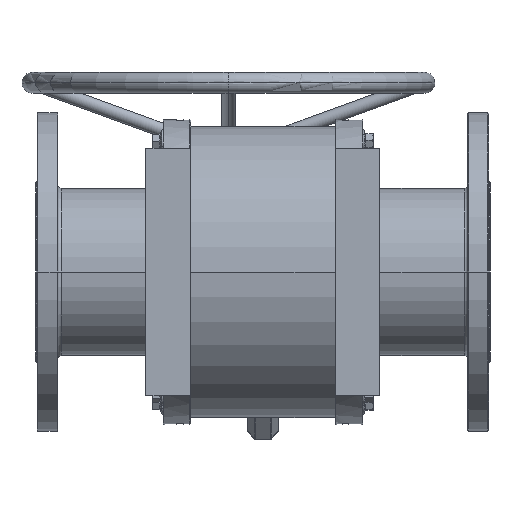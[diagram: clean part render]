
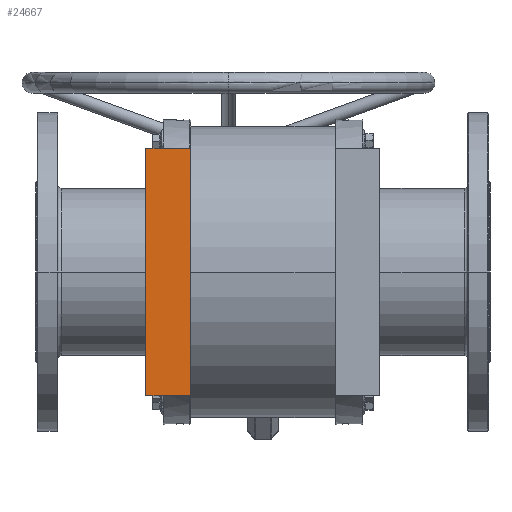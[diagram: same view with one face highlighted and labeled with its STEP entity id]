
A CAD part, front view. The second image highlights one B-rep face of the part: STEP entity #24667.
In plain terms, the highlighted planar face has unit normal (0, -1, 0).
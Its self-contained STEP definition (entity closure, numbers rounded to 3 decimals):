
#84 = CARTESIAN_POINT ( 'NONE',  ( -170., -340., -180. ) ) ;
#453 = LINE ( 'NONE', #23327, #2633 ) ;
#763 = EDGE_CURVE ( 'NONE', #25196, #14408, #798, .T. ) ;
#798 = LINE ( 'NONE', #9850, #25937 ) ;
#1961 = VECTOR ( 'NONE', #14675, 1000. ) ;
#2633 = VECTOR ( 'NONE', #15112, 1000. ) ;
#3038 = EDGE_LOOP ( 'NONE', ( #6490, #8641, #18093, #21224 ) ) ;
#3459 = DIRECTION ( 'NONE',  ( 0., 0., 1. ) ) ;
#6278 = EDGE_CURVE ( 'NONE', #25196, #24276, #453, .T. ) ;
#6354 = LINE ( 'NONE', #8154, #19938 ) ;
#6490 = ORIENTED_EDGE ( 'NONE', *, *, #6278, .T. ) ;
#7981 = LINE ( 'NONE', #20690, #1961 ) ;
#8154 = CARTESIAN_POINT ( 'NONE',  ( -145., -340., 180. ) ) ;
#8641 = ORIENTED_EDGE ( 'NONE', *, *, #19030, .T. ) ;
#8718 = CARTESIAN_POINT ( 'NONE',  ( -105., -340., -180. ) ) ;
#9850 = CARTESIAN_POINT ( 'NONE',  ( -170., -340., -180. ) ) ;
#10382 = CARTESIAN_POINT ( 'NONE',  ( -170., -340., 180. ) ) ;
#11655 = PLANE ( 'NONE',  #25623 ) ;
#11862 = VERTEX_POINT ( 'NONE', #14932 ) ;
#13986 = FACE_OUTER_BOUND ( 'NONE', #3038, .T. ) ;
#14408 = VERTEX_POINT ( 'NONE', #10382 ) ;
#14675 = DIRECTION ( 'NONE',  ( 0., 0., 1. ) ) ;
#14932 = CARTESIAN_POINT ( 'NONE',  ( -105., -340., 180. ) ) ;
#15112 = DIRECTION ( 'NONE',  ( 1., 0., 0. ) ) ;
#16428 = DIRECTION ( 'NONE',  ( 0., 0., 1. ) ) ;
#17967 = CARTESIAN_POINT ( 'NONE',  ( -145., -340., 0. ) ) ;
#18093 = ORIENTED_EDGE ( 'NONE', *, *, #24485, .F. ) ;
#19030 = EDGE_CURVE ( 'NONE', #24276, #11862, #7981, .T. ) ;
#19938 = VECTOR ( 'NONE', #20988, 1000. ) ;
#20690 = CARTESIAN_POINT ( 'NONE',  ( -105., -340., -180. ) ) ;
#20988 = DIRECTION ( 'NONE',  ( 1., 0., 0. ) ) ;
#21224 = ORIENTED_EDGE ( 'NONE', *, *, #763, .F. ) ;
#23327 = CARTESIAN_POINT ( 'NONE',  ( -145., -340., -180. ) ) ;
#24276 = VERTEX_POINT ( 'NONE', #8718 ) ;
#24485 = EDGE_CURVE ( 'NONE', #14408, #11862, #6354, .T. ) ;
#24667 = ADVANCED_FACE ( 'NONE', ( #13986 ), #11655, .F. ) ;
#25196 = VERTEX_POINT ( 'NONE', #84 ) ;
#25623 = AXIS2_PLACEMENT_3D ( 'NONE', #17967, #26047, #3459 ) ;
#25937 = VECTOR ( 'NONE', #16428, 1000. ) ;
#26047 = DIRECTION ( 'NONE',  ( 0., 1., 0. ) ) ;
